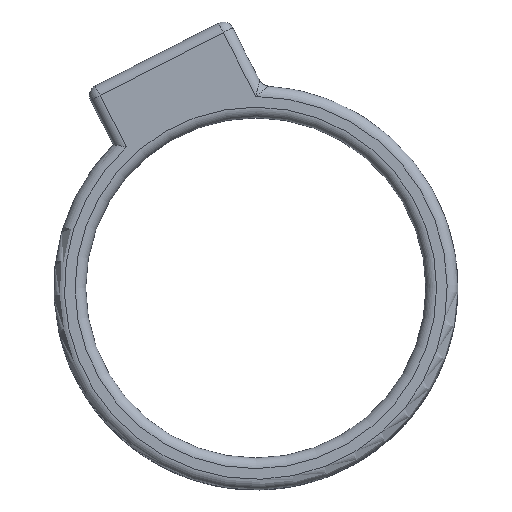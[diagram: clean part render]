
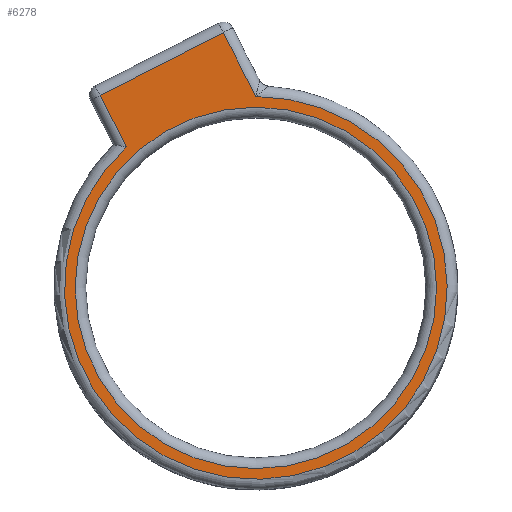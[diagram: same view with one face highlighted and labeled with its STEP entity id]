
A CAD part, top view. The second image highlights one B-rep face of the part: STEP entity #6278.
In plain terms, the highlighted planar face has unit normal (0, 0, 1).
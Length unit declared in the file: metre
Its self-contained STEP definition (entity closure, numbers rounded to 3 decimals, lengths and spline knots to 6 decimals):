
#603=PLANE('',#6775);
#801=CIRCLE('',#6776,0.017);
#802=CIRCLE('',#6777,0.018);
#1220=ORIENTED_EDGE('',*,*,#3184,.T.);
#1221=ORIENTED_EDGE('',*,*,#3185,.T.);
#1222=ORIENTED_EDGE('',*,*,#3186,.T.);
#1223=ORIENTED_EDGE('',*,*,#3187,.T.);
#1224=ORIENTED_EDGE('',*,*,#3188,.T.);
#3184=EDGE_CURVE('',#4170,#4170,#801,.F.);
#3185=EDGE_CURVE('',#4171,#4172,#4584,.T.);
#3186=EDGE_CURVE('',#4172,#4173,#4585,.T.);
#3187=EDGE_CURVE('',#4173,#4174,#4586,.F.);
#3188=EDGE_CURVE('',#4174,#4171,#802,.T.);
#4170=VERTEX_POINT('',#9558);
#4171=VERTEX_POINT('',#9560);
#4172=VERTEX_POINT('',#9561);
#4173=VERTEX_POINT('',#9563);
#4174=VERTEX_POINT('',#9565);
#4584=LINE('',#9559,#5013);
#4585=LINE('',#9562,#5014);
#4586=LINE('',#9564,#5015);
#5013=VECTOR('',#7421,1.);
#5014=VECTOR('',#7422,1.);
#5015=VECTOR('',#7423,1.);
#5418=EDGE_LOOP('',(#1220));
#5419=EDGE_LOOP('',(#1221,#1222,#1223,#1224));
#5824=FACE_BOUND('',#5418,.T.);
#5825=FACE_BOUND('',#5419,.T.);
#6278=ADVANCED_FACE('',(#5824,#5825),#603,.T.);
#6775=AXIS2_PLACEMENT_3D('',#9556,#7417,#7418);
#6776=AXIS2_PLACEMENT_3D('',#9557,#7419,#7420);
#6777=AXIS2_PLACEMENT_3D('',#9566,#7424,#7425);
#7417=DIRECTION('',(0.,0.,1.));
#7418=DIRECTION('',(1.,0.,0.));
#7419=DIRECTION('',(0.,0.,1.));
#7420=DIRECTION('',(1.,0.,0.));
#7421=DIRECTION('',(-0.454,0.891,0.));
#7422=DIRECTION('',(-0.891,-0.454,0.));
#7423=DIRECTION('',(-0.454,0.891,0.));
#7424=DIRECTION('',(0.,0.,1.));
#7425=DIRECTION('',(1.,0.,0.));
#9556=CARTESIAN_POINT('',(0.,0.,0.0035));
#9557=CARTESIAN_POINT('',(0.,0.,0.0035));
#9558=CARTESIAN_POINT('',(0.017,0.,0.0035));
#9559=CARTESIAN_POINT('',(-0.003518,0.024905,0.0035));
#9560=CARTESIAN_POINT('',(0.,0.018,0.0035));
#9561=CARTESIAN_POINT('',(-0.003064,0.024014,0.0035));
#9562=CARTESIAN_POINT('',(-0.015539,0.017658,0.0035));
#9563=CARTESIAN_POINT('',(-0.014648,0.018112,0.0035));
#9564=CARTESIAN_POINT('',(-0.012512,0.013921,0.0035));
#9565=CARTESIAN_POINT('',(-0.012174,0.013258,0.0035));
#9566=CARTESIAN_POINT('',(0.,0.,0.0035));
